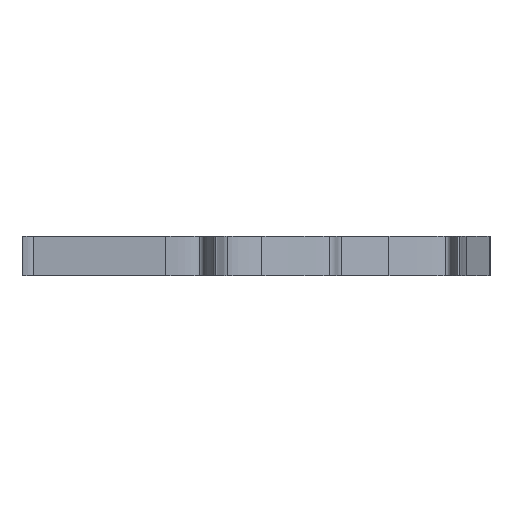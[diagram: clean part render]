
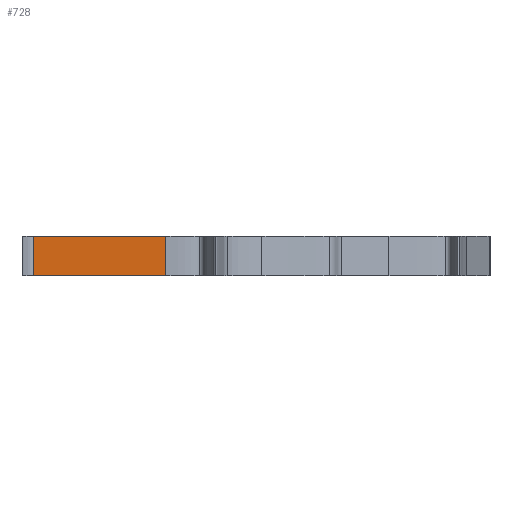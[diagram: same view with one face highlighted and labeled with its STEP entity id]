
A CAD part, left-side view. The second image highlights one B-rep face of the part: STEP entity #728.
In plain terms, the highlighted free-form (B-spline) face has degree [3, 1] with [4, 2] control points.
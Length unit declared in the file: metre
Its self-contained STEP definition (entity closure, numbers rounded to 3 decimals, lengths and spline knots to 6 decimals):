
#14=B_SPLINE_CURVE_WITH_KNOTS('',3,(#883,#884,#885,#886),.UNSPECIFIED.,
 .F.,.F.,(4,4),(0.,1.),.PIECEWISE_BEZIER_KNOTS.);
#15=B_SPLINE_CURVE_WITH_KNOTS('',3,(#890,#891,#892,#893),.UNSPECIFIED.,
 .F.,.F.,(4,4),(0.,1.),.PIECEWISE_BEZIER_KNOTS.);
#85=B_SPLINE_SURFACE_WITH_KNOTS('',3,1,((#875,#876),(#877,#878),(#879,#880),
(#881,#882)),.SURF_OF_LINEAR_EXTRUSION.,.F.,.F.,.F.,(4,4),(2,2),(0.,1.),
(0.,1.),.PIECEWISE_BEZIER_KNOTS.);
#128=ORIENTED_EDGE('',*,*,#361,.F.);
#129=ORIENTED_EDGE('',*,*,#362,.F.);
#130=ORIENTED_EDGE('',*,*,#363,.T.);
#131=ORIENTED_EDGE('',*,*,#359,.T.);
#359=EDGE_CURVE('',#476,#475,#553,.T.);
#361=EDGE_CURVE('',#477,#475,#14,.T.);
#362=EDGE_CURVE('',#478,#477,#554,.T.);
#363=EDGE_CURVE('',#478,#476,#15,.T.);
#475=VERTEX_POINT('',#866);
#476=VERTEX_POINT('',#868);
#477=VERTEX_POINT('',#887);
#478=VERTEX_POINT('',#889);
#553=LINE('',#867,#598);
#554=LINE('',#888,#599);
#598=VECTOR('',#793,1.);
#599=VECTOR('',#794,1.);
#641=EDGE_LOOP('',(#128,#129,#130,#131));
#682=FACE_BOUND('',#641,.T.);
#728=ADVANCED_FACE('',(#682),#85,.T.);
#793=DIRECTION('',(0.,0.,-1.));
#794=DIRECTION('',(0.,0.,-1.));
#866=CARTESIAN_POINT('',(-0.007447,0.004869,0.));
#867=CARTESIAN_POINT('',(-0.007447,0.004869,0.0008));
#868=CARTESIAN_POINT('',(-0.007447,0.004869,0.0008));
#875=CARTESIAN_POINT('',(-0.003876,0.002145,0.0008));
#876=CARTESIAN_POINT('',(-0.003876,0.002145,0.));
#877=CARTESIAN_POINT('',(-0.004568,0.002714,0.0008));
#878=CARTESIAN_POINT('',(-0.004568,0.002714,0.));
#879=CARTESIAN_POINT('',(-0.006849,0.004376,0.0008));
#880=CARTESIAN_POINT('',(-0.006849,0.004376,0.));
#881=CARTESIAN_POINT('',(-0.007447,0.004869,0.0008));
#882=CARTESIAN_POINT('',(-0.007447,0.004869,0.));
#883=CARTESIAN_POINT('',(-0.003876,0.002145,0.));
#884=CARTESIAN_POINT('',(-0.004568,0.002714,0.));
#885=CARTESIAN_POINT('',(-0.006849,0.004376,0.));
#886=CARTESIAN_POINT('',(-0.007447,0.004869,0.));
#887=CARTESIAN_POINT('',(-0.003876,0.002145,0.));
#888=CARTESIAN_POINT('',(-0.003876,0.002145,0.0008));
#889=CARTESIAN_POINT('',(-0.003876,0.002145,0.0008));
#890=CARTESIAN_POINT('',(-0.003876,0.002145,0.0008));
#891=CARTESIAN_POINT('',(-0.004568,0.002714,0.0008));
#892=CARTESIAN_POINT('',(-0.006849,0.004376,0.0008));
#893=CARTESIAN_POINT('',(-0.007447,0.004869,0.0008));
